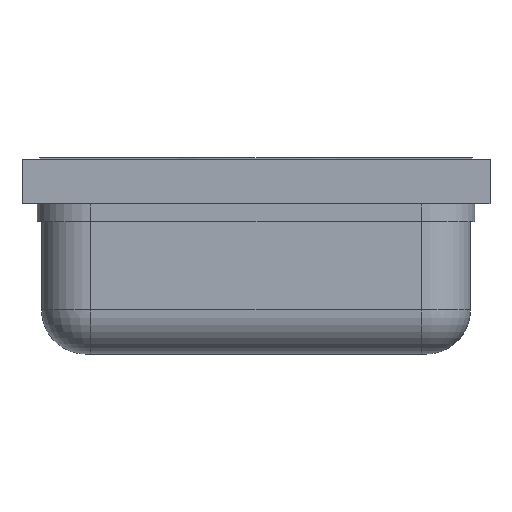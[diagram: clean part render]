
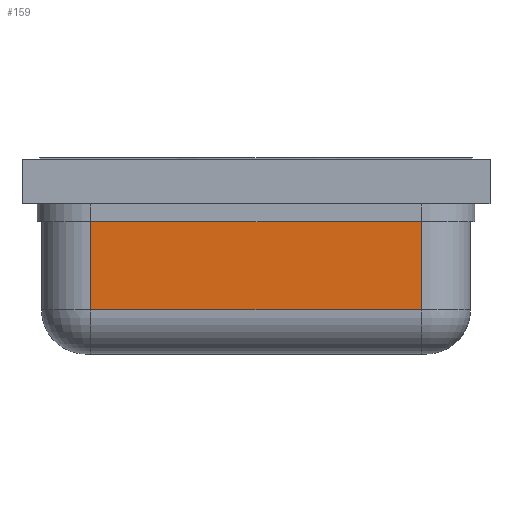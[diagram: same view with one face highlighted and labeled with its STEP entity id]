
A CAD part, front view. The second image highlights one B-rep face of the part: STEP entity #159.
In plain terms, the highlighted planar face has unit normal (0, -1, 0).
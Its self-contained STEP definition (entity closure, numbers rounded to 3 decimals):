
#15 = DIRECTION ( 'NONE',  ( 0., 0., 1. ) ) ;
#59 = EDGE_CURVE ( 'NONE', #118, #3034, #2155, .T. ) ;
#118 = VERTEX_POINT ( 'NONE', #2666 ) ;
#159 = ADVANCED_FACE ( 'NONE', ( #3472 ), #995, .F. ) ;
#175 = CARTESIAN_POINT ( 'NONE',  ( -1.215, -2.03, 0.25 ) ) ;
#267 = EDGE_CURVE ( 'NONE', #570, #2069, #2541, .T. ) ;
#544 = CARTESIAN_POINT ( 'NONE',  ( -1.215, -2.03, 0.75 ) ) ;
#570 = VERTEX_POINT ( 'NONE', #3470 ) ;
#605 = DIRECTION ( 'NONE',  ( 1., 0., 0. ) ) ;
#626 = ORIENTED_EDGE ( 'NONE', *, *, #267, .F. ) ;
#636 = ORIENTED_EDGE ( 'NONE', *, *, #1651, .T. ) ;
#760 = ORIENTED_EDGE ( 'NONE', *, *, #1735, .T. ) ;
#995 = PLANE ( 'NONE',  #3539 ) ;
#1209 = CARTESIAN_POINT ( 'NONE',  ( 0.935, -2.03, 0.75 ) ) ;
#1288 = DIRECTION ( 'NONE',  ( 0., 0., 1. ) ) ;
#1651 = EDGE_CURVE ( 'NONE', #570, #118, #3521, .T. ) ;
#1735 = EDGE_CURVE ( 'NONE', #3034, #2069, #2270, .T. ) ;
#1852 = VECTOR ( 'NONE', #15, 1000. ) ;
#2069 = VERTEX_POINT ( 'NONE', #1209 ) ;
#2076 = VECTOR ( 'NONE', #3564, 1000. ) ;
#2108 = DIRECTION ( 'NONE',  ( 0., 1., 0. ) ) ;
#2124 = CARTESIAN_POINT ( 'NONE',  ( -1.215, -2.03, 0.85 ) ) ;
#2155 = LINE ( 'NONE', #175, #2926 ) ;
#2253 = CARTESIAN_POINT ( 'NONE',  ( 0.935, -2.03, 0.85 ) ) ;
#2260 = EDGE_LOOP ( 'NONE', ( #626, #636, #2567, #760 ) ) ;
#2270 = LINE ( 'NONE', #2253, #1852 ) ;
#2284 = VECTOR ( 'NONE', #605, 1000. ) ;
#2455 = DIRECTION ( 'NONE',  ( 1., 0., 0. ) ) ;
#2541 = LINE ( 'NONE', #544, #2284 ) ;
#2545 = CARTESIAN_POINT ( 'NONE',  ( 0.935, -2.03, 0.25 ) ) ;
#2567 = ORIENTED_EDGE ( 'NONE', *, *, #59, .T. ) ;
#2666 = CARTESIAN_POINT ( 'NONE',  ( -0.935, -2.03, 0.25 ) ) ;
#2926 = VECTOR ( 'NONE', #2455, 1000. ) ;
#3034 = VERTEX_POINT ( 'NONE', #2545 ) ;
#3470 = CARTESIAN_POINT ( 'NONE',  ( -0.935, -2.03, 0.75 ) ) ;
#3472 = FACE_OUTER_BOUND ( 'NONE', #2260, .T. ) ;
#3504 = CARTESIAN_POINT ( 'NONE',  ( -0.935, -2.03, 0.85 ) ) ;
#3521 = LINE ( 'NONE', #3504, #2076 ) ;
#3539 = AXIS2_PLACEMENT_3D ( 'NONE', #2124, #2108, #1288 ) ;
#3564 = DIRECTION ( 'NONE',  ( 0., 0., -1. ) ) ;
